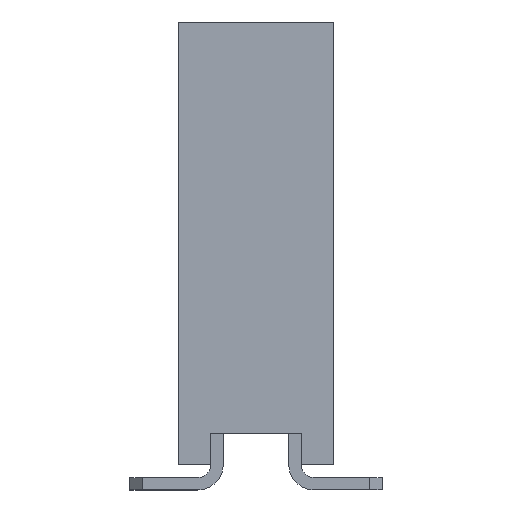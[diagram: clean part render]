
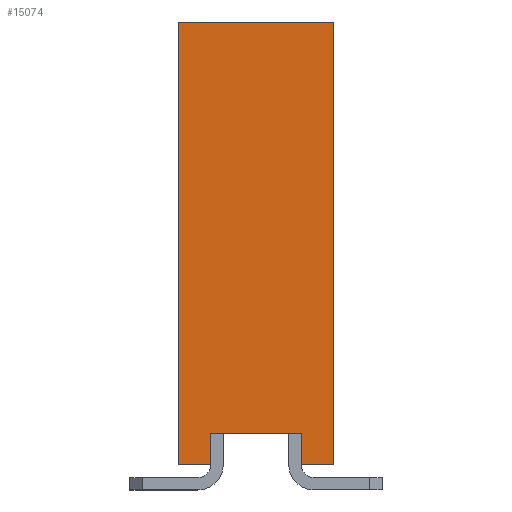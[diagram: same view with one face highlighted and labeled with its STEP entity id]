
A CAD part, front view. The second image highlights one B-rep face of the part: STEP entity #15074.
In plain terms, the highlighted face is planar.
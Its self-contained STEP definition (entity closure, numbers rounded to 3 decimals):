
#5160=ORIENTED_EDGE('',*,*,#7538,.T.);
#5161=ORIENTED_EDGE('',*,*,#7548,.T.);
#5162=ORIENTED_EDGE('',*,*,#7494,.T.);
#5163=ORIENTED_EDGE('',*,*,#7549,.T.);
#5164=ORIENTED_EDGE('',*,*,#7542,.T.);
#5165=ORIENTED_EDGE('',*,*,#7550,.F.);
#5166=ORIENTED_EDGE('',*,*,#7546,.F.);
#5167=ORIENTED_EDGE('',*,*,#7551,.T.);
#7494=EDGE_CURVE('',#8959,#8958,#10474,.T.);
#7538=EDGE_CURVE('',#8963,#8962,#10518,.T.);
#7542=EDGE_CURVE('',#8967,#8966,#10522,.T.);
#7546=EDGE_CURVE('',#8970,#8971,#10526,.T.);
#7548=EDGE_CURVE('',#8962,#8959,#10528,.T.);
#7549=EDGE_CURVE('',#8958,#8967,#10529,.T.);
#7550=EDGE_CURVE('',#8971,#8966,#10530,.T.);
#7551=EDGE_CURVE('',#8970,#8963,#10531,.T.);
#8958=VERTEX_POINT('',#25451);
#8959=VERTEX_POINT('',#25453);
#8962=VERTEX_POINT('',#25500);
#8963=VERTEX_POINT('',#25502);
#8966=VERTEX_POINT('',#25509);
#8967=VERTEX_POINT('',#25511);
#8970=VERTEX_POINT('',#25518);
#8971=VERTEX_POINT('',#25520);
#10474=LINE('',#25452,#12038);
#10518=LINE('',#25501,#12082);
#10522=LINE('',#25510,#12086);
#10526=LINE('',#25519,#12090);
#10528=LINE('',#25523,#12092);
#10529=LINE('',#25524,#12093);
#10530=LINE('',#25525,#12094);
#10531=LINE('',#25526,#12095);
#12038=VECTOR('',#20523,1000.);
#12082=VECTOR('',#20569,1000.);
#12086=VECTOR('',#20575,1000.);
#12090=VECTOR('',#20581,1000.);
#12092=VECTOR('',#20585,1000.);
#12093=VECTOR('',#20586,1000.);
#12094=VECTOR('',#20587,1000.);
#12095=VECTOR('',#20588,1000.);
#12884=EDGE_LOOP('',(#5160,#5161,#5162,#5163,#5164,#5165,#5166,#5167));
#13714=FACE_BOUND('',#12884,.T.);
#14264=PLANE('',#16470);
#15074=ADVANCED_FACE('',(#13714),#14264,.F.);
#16470=AXIS2_PLACEMENT_3D('',#25522,#20583,#20584);
#20523=DIRECTION('',(0.,0.,-1.));
#20569=DIRECTION('',(0.,0.,1.));
#20575=DIRECTION('',(0.,0.,1.));
#20581=DIRECTION('',(0.,0.,1.));
#20583=DIRECTION('',(-1.,0.,0.));
#20584=DIRECTION('',(0.,0.,1.));
#20585=DIRECTION('',(0.,1.,0.));
#20586=DIRECTION('',(0.,1.,0.));
#20587=DIRECTION('',(0.,1.,0.));
#20588=DIRECTION('',(0.,1.,0.));
#25451=CARTESIAN_POINT('',(12.95,0.725,-3.55));
#25452=CARTESIAN_POINT('',(12.95,0.725,-3.05));
#25453=CARTESIAN_POINT('',(12.95,0.725,-3.05));
#25500=CARTESIAN_POINT('',(12.95,-0.725,-3.05));
#25501=CARTESIAN_POINT('',(12.95,-0.725,-3.55));
#25502=CARTESIAN_POINT('',(12.95,-0.725,-3.55));
#25509=CARTESIAN_POINT('',(12.95,1.25,3.55));
#25510=CARTESIAN_POINT('',(12.95,1.25,-3.55));
#25511=CARTESIAN_POINT('',(12.95,1.25,-3.55));
#25518=CARTESIAN_POINT('',(12.95,-1.25,-3.55));
#25519=CARTESIAN_POINT('',(12.95,-1.25,-3.55));
#25520=CARTESIAN_POINT('',(12.95,-1.25,3.55));
#25522=CARTESIAN_POINT('',(12.95,-1.25,-3.55));
#25523=CARTESIAN_POINT('',(12.95,-0.725,-3.05));
#25524=CARTESIAN_POINT('',(12.95,-1.25,-3.55));
#25525=CARTESIAN_POINT('',(12.95,-1.25,3.55));
#25526=CARTESIAN_POINT('',(12.95,-1.25,-3.55));
